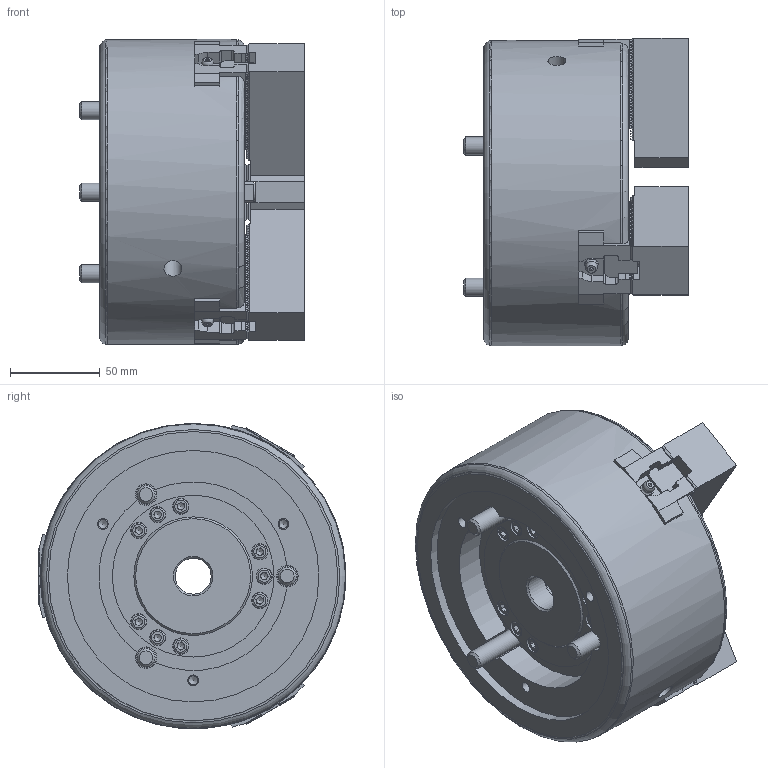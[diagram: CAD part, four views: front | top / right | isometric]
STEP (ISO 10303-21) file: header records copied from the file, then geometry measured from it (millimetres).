
FILE_DESCRIPTION(/* description */ ('Unknown'),/* implementation_level */ '2;1');
FILE_NAME(/* name */ 'BR06-Solid',/* time_stamp */ '2019-08-13T15:47:43+01:00',/* author */ ('Unknown'),/* organization */ ('Unknown'),/* preprocessor_version */ 'ST-DEVELOPER v16.7',/* originating_system */ 'DEX',/* authorisation */ $);
FILE_SCHEMA (('AUTOMOTIVE_DESIGN {1 0 10303 214 3 1 1}'));
Products named in the file (1): BR06-Solid
Bounding box: 125.2 x 171.3 x 169.82 mm (x, y, z)
Volume: 1672876.8 mm3; surface area: 212763.6 mm2
Topology: 1 solids, 30 shells, 2394 faces, 8225 edges, 5115 vertices
Faces by surface type: plane 2016, cylinder 220, cone 107, torus 45, sphere 6
Full cylindrical faces by diameter (mm): 1.5 x3, 1.9 x3, 4.2 x12, 5 x27, 5.3 x3, 5.5 x12, 6 x6, 8.5 x9, 9 x11, 9.5 x3, 10 x20, 11 x6, 12 x3, 16 x9, 17 x9, 20 x1, 53 x1, 55 x2, 60.5 x1, 63.5 x2, 90 x1, 140 x1, 170 x1
Entity records: 102613 total; most frequent: ORIENTED_EDGE 15662, CARTESIAN_POINT 15590, DIRECTION 13299, EDGE_CURVE 7831, LINE 6979, VECTOR 6979, VERTEX_POINT 5032, AXIS2_PLACEMENT_3D 3160
